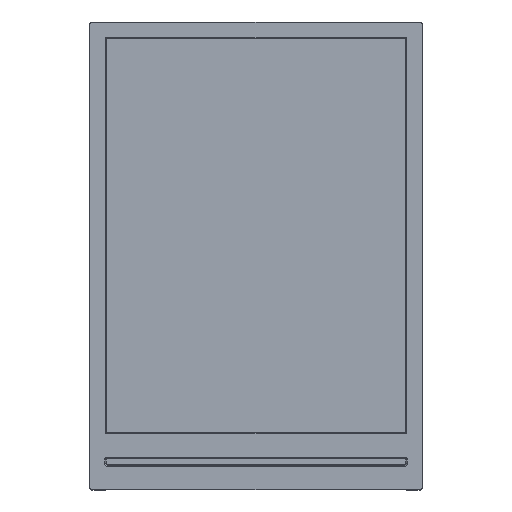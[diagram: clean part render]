
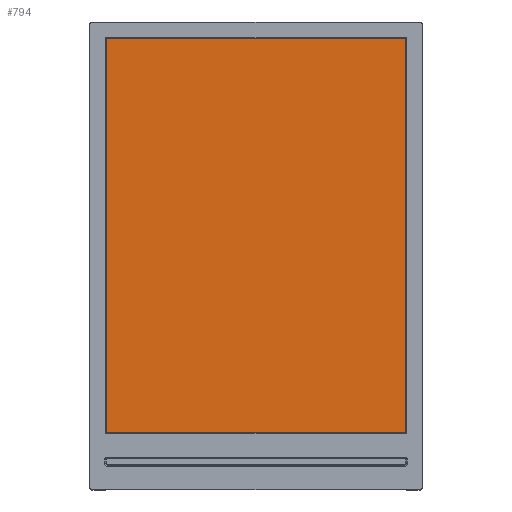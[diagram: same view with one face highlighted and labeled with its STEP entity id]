
A CAD part, top view. The second image highlights one B-rep face of the part: STEP entity #794.
In plain terms, the highlighted planar face has unit normal (0, 0, 1).
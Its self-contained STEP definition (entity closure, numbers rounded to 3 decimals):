
#96=FACE_OUTER_BOUND('',#147,.T.);
#147=EDGE_LOOP('',(#604,#605,#606,#607));
#220=LINE('',#1290,#296);
#221=LINE('',#1292,#297);
#222=LINE('',#1294,#298);
#223=LINE('',#1295,#299);
#296=VECTOR('',#1023,10.);
#297=VECTOR('',#1024,10.);
#298=VECTOR('',#1025,10.);
#299=VECTOR('',#1026,10.);
#372=VERTEX_POINT('',#1288);
#373=VERTEX_POINT('',#1289);
#374=VERTEX_POINT('',#1291);
#375=VERTEX_POINT('',#1293);
#456=EDGE_CURVE('',#372,#373,#220,.T.);
#457=EDGE_CURVE('',#374,#372,#221,.T.);
#458=EDGE_CURVE('',#375,#374,#222,.T.);
#459=EDGE_CURVE('',#373,#375,#223,.T.);
#604=ORIENTED_EDGE('',*,*,#456,.F.);
#605=ORIENTED_EDGE('',*,*,#457,.F.);
#606=ORIENTED_EDGE('',*,*,#458,.F.);
#607=ORIENTED_EDGE('',*,*,#459,.F.);
#765=PLANE('',#869);
#794=ADVANCED_FACE('',(#96),#765,.F.);
#869=AXIS2_PLACEMENT_3D('',#1287,#1021,#1022);
#1021=DIRECTION('center_axis',(0.,0.,-1.));
#1022=DIRECTION('ref_axis',(-1.,0.,0.));
#1023=DIRECTION('',(1.,0.,0.));
#1024=DIRECTION('',(0.,1.,0.));
#1025=DIRECTION('',(-1.,0.,0.));
#1026=DIRECTION('',(0.,-1.,0.));
#1287=CARTESIAN_POINT('Origin',(0.,2.625,2.71));
#1288=CARTESIAN_POINT('',(-19.275,28.025,2.71));
#1289=CARTESIAN_POINT('',(19.275,28.025,2.71));
#1290=CARTESIAN_POINT('',(9.638,28.025,2.71));
#1291=CARTESIAN_POINT('',(-19.275,-22.775,2.71));
#1292=CARTESIAN_POINT('',(-19.275,15.325,2.71));
#1293=CARTESIAN_POINT('',(19.275,-22.775,2.71));
#1294=CARTESIAN_POINT('',(-9.638,-22.775,2.71));
#1295=CARTESIAN_POINT('',(19.275,-10.075,2.71));
